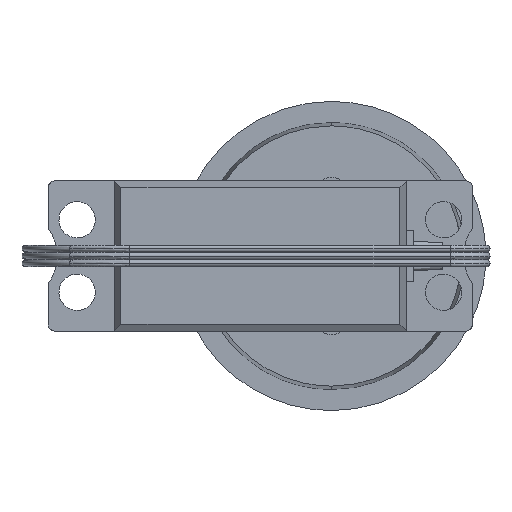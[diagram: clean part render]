
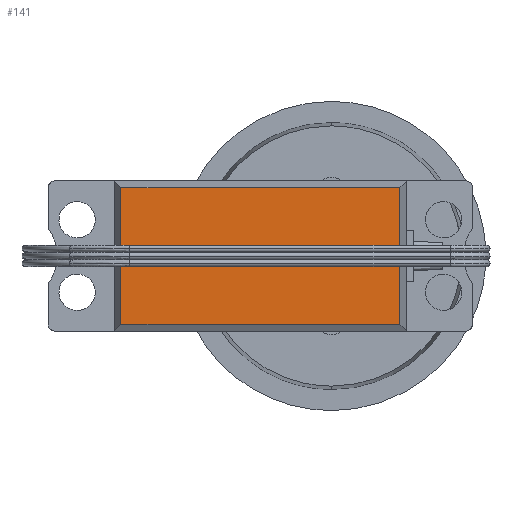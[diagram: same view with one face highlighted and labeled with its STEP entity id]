
A CAD part, front view. The second image highlights one B-rep face of the part: STEP entity #141.
In plain terms, the highlighted free-form (B-spline) face has degree [1, 1] with [2, 2] control points.
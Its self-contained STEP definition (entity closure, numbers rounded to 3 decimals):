
#141 = ADVANCED_FACE('',(#142),#172,.T.);
#142 = FACE_BOUND('',#143,.T.);
#143 = EDGE_LOOP('',(#144,#153,#160,#167));
#144 = ORIENTED_EDGE('',*,*,#145,.T.);
#145 = EDGE_CURVE('',#146,#148,#150,.T.);
#146 = VERTEX_POINT('',#147);
#147 = CARTESIAN_POINT('',(17.229,0.,
    8.44));
#148 = VERTEX_POINT('',#149);
#149 = CARTESIAN_POINT('',(-17.229,0.,8.44));
#150 = B_SPLINE_CURVE_WITH_KNOTS('',1,(#151,#152),.UNSPECIFIED.,.F.,.F.,
  (2,2),(-39.362,-0.938),.PIECEWISE_BEZIER_KNOTS.);
#151 = CARTESIAN_POINT('',(17.229,0.,8.44));
#152 = CARTESIAN_POINT('',(-17.229,0.,8.44));
#153 = ORIENTED_EDGE('',*,*,#154,.T.);
#154 = EDGE_CURVE('',#148,#155,#157,.T.);
#155 = VERTEX_POINT('',#156);
#156 = CARTESIAN_POINT('',(-17.229,0.,
    -8.44));
#157 = B_SPLINE_CURVE_WITH_KNOTS('',1,(#158,#159),.UNSPECIFIED.,.F.,.F.,
  (2,2),(-18.824,0.),.PIECEWISE_BEZIER_KNOTS.);
#158 = CARTESIAN_POINT('',(-17.229,0.,8.44));
#159 = CARTESIAN_POINT('',(-17.229,0.,-8.44));
#160 = ORIENTED_EDGE('',*,*,#161,.T.);
#161 = EDGE_CURVE('',#155,#162,#164,.T.);
#162 = VERTEX_POINT('',#163);
#163 = CARTESIAN_POINT('',(17.229,0.,-8.44));
#164 = B_SPLINE_CURVE_WITH_KNOTS('',1,(#165,#166),.UNSPECIFIED.,.F.,.F.,
  (2,2),(-39.362,-0.938),.PIECEWISE_BEZIER_KNOTS.);
#165 = CARTESIAN_POINT('',(-17.229,0.,-8.44));
#166 = CARTESIAN_POINT('',(17.229,0.,-8.44));
#167 = ORIENTED_EDGE('',*,*,#168,.T.);
#168 = EDGE_CURVE('',#162,#146,#169,.T.);
#169 = B_SPLINE_CURVE_WITH_KNOTS('',1,(#170,#171),.UNSPECIFIED.,.F.,.F.,
  (2,2),(-18.824,0.),.PIECEWISE_BEZIER_KNOTS.);
#170 = CARTESIAN_POINT('',(17.229,0.,-8.44));
#171 = CARTESIAN_POINT('',(17.229,0.,8.44));
#172 = B_SPLINE_SURFACE_WITH_KNOTS('',1,1,(
    (#173,#174)
    ,(#175,#176
    )),.UNSPECIFIED.,.F.,.F.,.F.,(2,2),(2,2),(-9.412,
    9.412),(-19.212,19.212),
  .PIECEWISE_BEZIER_KNOTS.);
#173 = CARTESIAN_POINT('',(-17.229,0.,8.44));
#174 = CARTESIAN_POINT('',(17.229,0.,8.44));
#175 = CARTESIAN_POINT('',(-17.229,0.,-8.44));
#176 = CARTESIAN_POINT('',(17.229,0.,-8.44));
